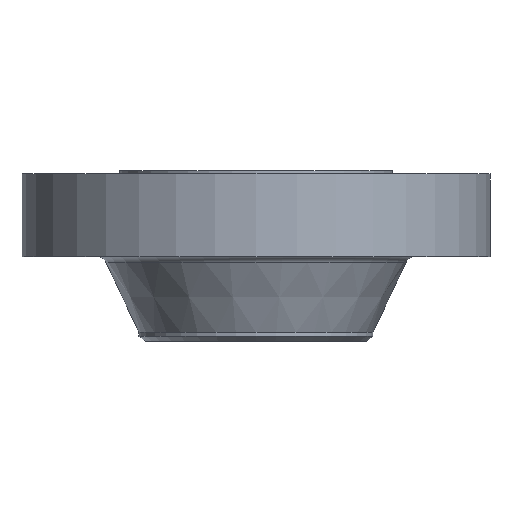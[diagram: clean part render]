
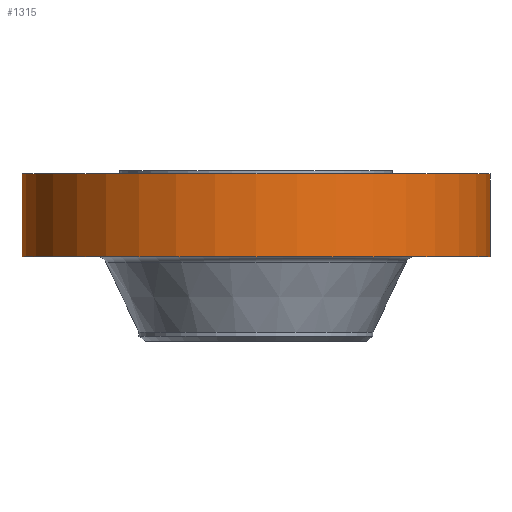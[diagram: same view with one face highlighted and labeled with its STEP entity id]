
A CAD part, front view. The second image highlights one B-rep face of the part: STEP entity #1315.
In plain terms, the highlighted cylindrical face has radius 457.2 mm (diameter 914.4 mm), a partial arc.
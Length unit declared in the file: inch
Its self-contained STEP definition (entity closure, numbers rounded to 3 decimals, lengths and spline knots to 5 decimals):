
#101 = DIRECTION ( 'NONE',  ( 0., 0., 1. ) ) ;
#180 = CARTESIAN_POINT ( 'NONE',  ( 18., 0., -6.625 ) ) ;
#206 = ORIENTED_EDGE ( 'NONE', *, *, #386, .F. ) ;
#258 = AXIS2_PLACEMENT_3D ( 'NONE', #409, #673, #1222 ) ;
#279 = EDGE_CURVE ( 'NONE', #467, #1715, #338, .T. ) ;
#307 = AXIS2_PLACEMENT_3D ( 'NONE', #1317, #101, #1686 ) ;
#338 = CIRCLE ( 'NONE', #1636, 18. ) ;
#356 = DIRECTION ( 'NONE',  ( 0., 0., 1. ) ) ;
#386 = EDGE_CURVE ( 'NONE', #1208, #467, #876, .T. ) ;
#409 = CARTESIAN_POINT ( 'NONE',  ( 0., 0., 0. ) ) ;
#467 = VERTEX_POINT ( 'NONE', #1747 ) ;
#507 = DIRECTION ( 'NONE',  ( 0., 0., 1. ) ) ;
#579 = VERTEX_POINT ( 'NONE', #180 ) ;
#629 = VECTOR ( 'NONE', #507, 39.37008 ) ;
#673 = DIRECTION ( 'NONE',  ( 0., 0., 1. ) ) ;
#771 = ORIENTED_EDGE ( 'NONE', *, *, #279, .F. ) ;
#822 = EDGE_CURVE ( 'NONE', #579, #1715, #1180, .T. ) ;
#823 = CARTESIAN_POINT ( 'NONE',  ( 0., 0., -0.25 ) ) ;
#876 = LINE ( 'NONE', #1023, #1045 ) ;
#879 = ORIENTED_EDGE ( 'NONE', *, *, #822, .T. ) ;
#964 = DIRECTION ( 'NONE',  ( 0., 0., 1. ) ) ;
#1023 = CARTESIAN_POINT ( 'NONE',  ( -18., 0., 0. ) ) ;
#1045 = VECTOR ( 'NONE', #356, 39.37008 ) ;
#1093 = EDGE_LOOP ( 'NONE', ( #206, #1296, #879, #771 ) ) ;
#1180 = LINE ( 'NONE', #1313, #629 ) ;
#1208 = VERTEX_POINT ( 'NONE', #1622 ) ;
#1222 = DIRECTION ( 'NONE',  ( 1., 0., 0. ) ) ;
#1233 = CYLINDRICAL_SURFACE ( 'NONE', #258, 18. ) ;
#1296 = ORIENTED_EDGE ( 'NONE', *, *, #1741, .T. ) ;
#1313 = CARTESIAN_POINT ( 'NONE',  ( 18., 0., 0. ) ) ;
#1315 = ADVANCED_FACE ( 'NONE', ( #1613 ), #1233, .T. ) ;
#1317 = CARTESIAN_POINT ( 'NONE',  ( 0., 0., -6.625 ) ) ;
#1522 = CIRCLE ( 'NONE', #307, 18. ) ;
#1556 = CARTESIAN_POINT ( 'NONE',  ( 18., 0., -0.25 ) ) ;
#1613 = FACE_OUTER_BOUND ( 'NONE', #1093, .T. ) ;
#1622 = CARTESIAN_POINT ( 'NONE',  ( -18., 0., -6.625 ) ) ;
#1626 = DIRECTION ( 'NONE',  ( 1., 0., 0. ) ) ;
#1636 = AXIS2_PLACEMENT_3D ( 'NONE', #823, #964, #1626 ) ;
#1686 = DIRECTION ( 'NONE',  ( 1., 0., 0. ) ) ;
#1715 = VERTEX_POINT ( 'NONE', #1556 ) ;
#1741 = EDGE_CURVE ( 'NONE', #1208, #579, #1522, .T. ) ;
#1747 = CARTESIAN_POINT ( 'NONE',  ( -18., 0., -0.25 ) ) ;
